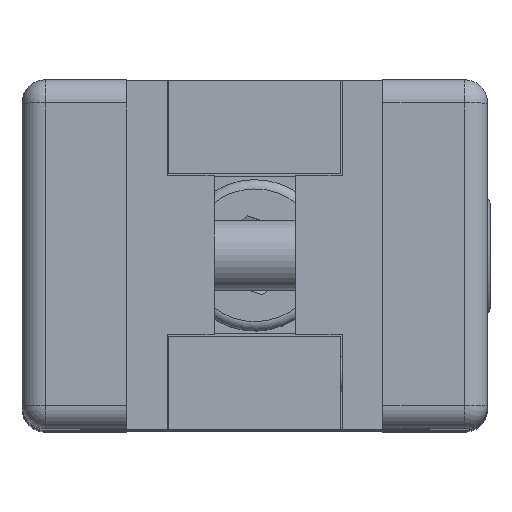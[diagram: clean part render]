
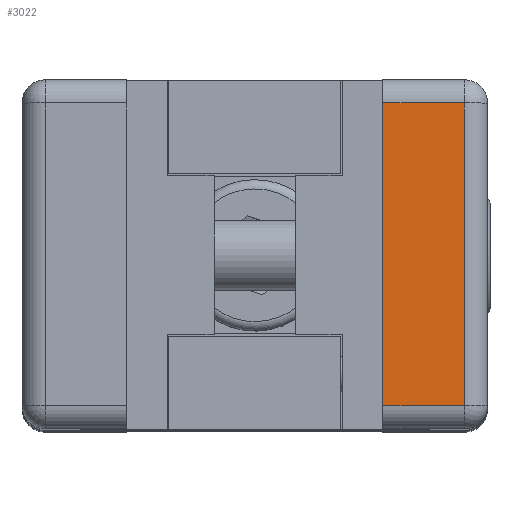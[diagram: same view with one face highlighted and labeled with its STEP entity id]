
A CAD part, top view. The second image highlights one B-rep face of the part: STEP entity #3022.
In plain terms, the highlighted face is planar.
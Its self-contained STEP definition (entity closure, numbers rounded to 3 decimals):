
#213=PLANE('',#3420);
#333=FACE_OUTER_BOUND('',#515,.T.);
#515=EDGE_LOOP('',(#2267,#2268,#2269,#2270));
#731=LINE('',#4821,#988);
#733=LINE('',#4827,#990);
#738=LINE('',#4844,#995);
#746=LINE('',#4859,#1003);
#988=VECTOR('',#3895,10.);
#990=VECTOR('',#3901,10.);
#995=VECTOR('',#3918,10.);
#1003=VECTOR('',#3930,10.);
#1378=VERTEX_POINT('',#4806);
#1383=VERTEX_POINT('',#4816);
#1384=VERTEX_POINT('',#4823);
#1391=VERTEX_POINT('',#4842);
#1707=EDGE_CURVE('',#1378,#1383,#731,.T.);
#1710=EDGE_CURVE('',#1383,#1384,#733,.T.);
#1718=EDGE_CURVE('',#1391,#1378,#738,.T.);
#1726=EDGE_CURVE('',#1391,#1384,#746,.T.);
#2267=ORIENTED_EDGE('',*,*,#1710,.F.);
#2268=ORIENTED_EDGE('',*,*,#1707,.F.);
#2269=ORIENTED_EDGE('',*,*,#1718,.F.);
#2270=ORIENTED_EDGE('',*,*,#1726,.T.);
#3022=ADVANCED_FACE('',(#333),#213,.T.);
#3420=AXIS2_PLACEMENT_3D('',#4858,#3928,#3929);
#3895=DIRECTION('',(0.,0.,-1.));
#3901=DIRECTION('',(0.,-1.,0.));
#3918=DIRECTION('',(0.,1.,0.));
#3928=DIRECTION('center_axis',(1.,0.,0.));
#3929=DIRECTION('ref_axis',(0.,1.,0.));
#3930=DIRECTION('',(0.,0.,-1.));
#4806=CARTESIAN_POINT('',(48.,10.5,13.));
#4816=CARTESIAN_POINT('',(48.,10.5,-13.));
#4821=CARTESIAN_POINT('',(48.,10.5,0.));
#4823=CARTESIAN_POINT('',(48.,3.5,-13.));
#4827=CARTESIAN_POINT('',(48.,4.5,-13.));
#4842=CARTESIAN_POINT('',(48.,3.5,13.));
#4844=CARTESIAN_POINT('',(48.,4.5,13.));
#4858=CARTESIAN_POINT('Origin',(48.,3.5,0.));
#4859=CARTESIAN_POINT('',(48.,3.5,0.));
